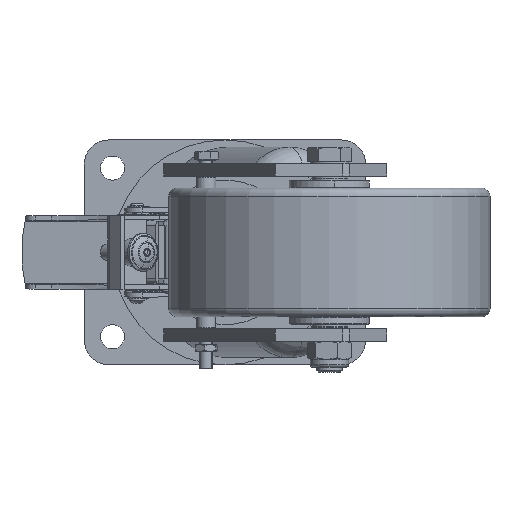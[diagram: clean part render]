
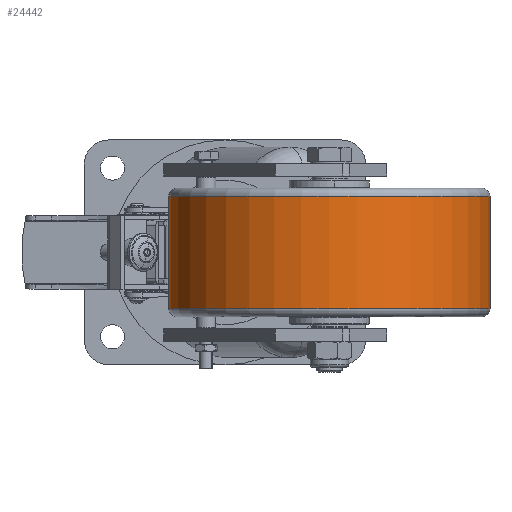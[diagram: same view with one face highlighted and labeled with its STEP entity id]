
A CAD part, front view. The second image highlights one B-rep face of the part: STEP entity #24442.
In plain terms, the highlighted cylindrical face has radius 100 mm (diameter 200 mm), a partial arc.
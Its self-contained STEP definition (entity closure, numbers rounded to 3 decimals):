
#1651 = ORIENTED_EDGE ( 'NONE', *, *, #7730, .T. ) ;
#2055 = VERTEX_POINT ( 'NONE', #3291 ) ;
#2278 = CIRCLE ( 'NONE', #9282, 100. ) ;
#2295 = CIRCLE ( 'NONE', #11205, 100. ) ;
#2856 = CARTESIAN_POINT ( 'NONE',  ( 65., -155., -35. ) ) ;
#3291 = CARTESIAN_POINT ( 'NONE',  ( 165., -155., 35. ) ) ;
#4696 = VERTEX_POINT ( 'NONE', #31032 ) ;
#6198 = CYLINDRICAL_SURFACE ( 'NONE', #19534, 100. ) ;
#7167 = CARTESIAN_POINT ( 'NONE',  ( 65., -155., -32.872 ) ) ;
#7730 = EDGE_CURVE ( 'NONE', #18201, #4696, #36029, .T. ) ;
#8811 = CARTESIAN_POINT ( 'NONE',  ( -35., -155., -32.872 ) ) ;
#9282 = AXIS2_PLACEMENT_3D ( 'NONE', #29184, #11835, #26960 ) ;
#10172 = CARTESIAN_POINT ( 'NONE',  ( 165., -155., -32.872 ) ) ;
#10402 = ORIENTED_EDGE ( 'NONE', *, *, #18539, .F. ) ;
#11205 = AXIS2_PLACEMENT_3D ( 'NONE', #2856, #14963, #14568 ) ;
#11301 = VERTEX_POINT ( 'NONE', #28331 ) ;
#11835 = DIRECTION ( 'NONE',  ( 0., 0., -1. ) ) ;
#12410 = CARTESIAN_POINT ( 'NONE',  ( -35., -155., 35. ) ) ;
#13316 = DIRECTION ( 'NONE',  ( 0., 0., -1. ) ) ;
#14087 = ORIENTED_EDGE ( 'NONE', *, *, #23702, .T. ) ;
#14568 = DIRECTION ( 'NONE',  ( 1., 0., 0. ) ) ;
#14649 = ORIENTED_EDGE ( 'NONE', *, *, #30853, .T. ) ;
#14963 = DIRECTION ( 'NONE',  ( 0., 0., 1. ) ) ;
#15152 = DIRECTION ( 'NONE',  ( 0., 0., -1. ) ) ;
#15275 = VECTOR ( 'NONE', #15152, 1000. ) ;
#16121 = LINE ( 'NONE', #10172, #27336 ) ;
#17808 = EDGE_LOOP ( 'NONE', ( #10402, #14087, #1651, #14649 ) ) ;
#18201 = VERTEX_POINT ( 'NONE', #12410 ) ;
#18539 = EDGE_CURVE ( 'NONE', #2055, #11301, #16121, .T. ) ;
#19484 = DIRECTION ( 'NONE',  ( 0., 0., -1. ) ) ;
#19534 = AXIS2_PLACEMENT_3D ( 'NONE', #7167, #19484, #22512 ) ;
#21342 = FACE_OUTER_BOUND ( 'NONE', #17808, .T. ) ;
#22512 = DIRECTION ( 'NONE',  ( -1., 0., 0. ) ) ;
#23702 = EDGE_CURVE ( 'NONE', #2055, #18201, #2278, .T. ) ;
#24442 = ADVANCED_FACE ( 'NONE', ( #21342 ), #6198, .T. ) ;
#26960 = DIRECTION ( 'NONE',  ( -1., 0., 0. ) ) ;
#27336 = VECTOR ( 'NONE', #13316, 1000. ) ;
#28331 = CARTESIAN_POINT ( 'NONE',  ( 165., -155., -35. ) ) ;
#29184 = CARTESIAN_POINT ( 'NONE',  ( 65., -155., 35. ) ) ;
#30853 = EDGE_CURVE ( 'NONE', #4696, #11301, #2295, .T. ) ;
#31032 = CARTESIAN_POINT ( 'NONE',  ( -35., -155., -35. ) ) ;
#36029 = LINE ( 'NONE', #8811, #15275 ) ;
